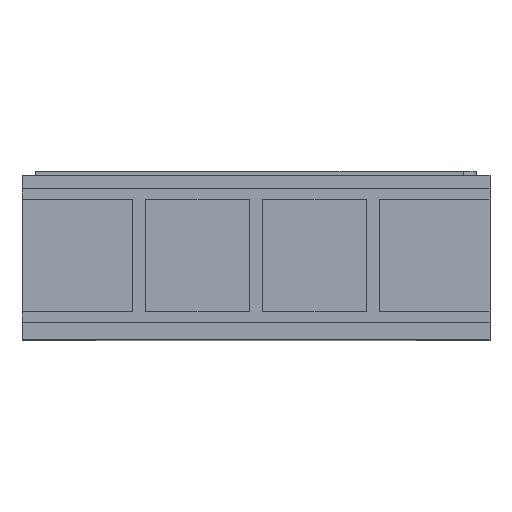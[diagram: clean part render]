
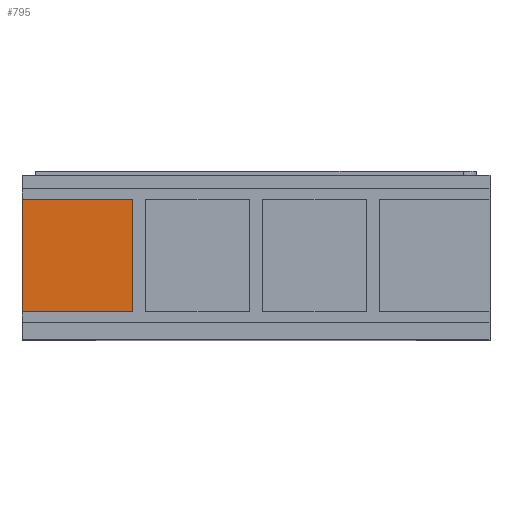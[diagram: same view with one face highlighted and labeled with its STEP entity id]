
A CAD part, top view. The second image highlights one B-rep face of the part: STEP entity #795.
In plain terms, the highlighted planar face has unit normal (0, 0, 1).
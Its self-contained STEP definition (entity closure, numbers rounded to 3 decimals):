
#263 = VECTOR ( 'NONE', #2527, 1000. ) ;
#413 = EDGE_CURVE ( 'NONE', #3198, #456, #2793, .T. ) ;
#456 = VERTEX_POINT ( 'NONE', #3747 ) ;
#569 = CARTESIAN_POINT ( 'NONE',  ( -0.925, 0.21, 1.75 ) ) ;
#605 = LINE ( 'NONE', #4941, #3925 ) ;
#795 = ADVANCED_FACE ( 'NONE', ( #4128 ), #2818, .F. ) ;
#1009 = LINE ( 'NONE', #5052, #6468 ) ;
#1616 = CARTESIAN_POINT ( 'NONE',  ( -1.75, 1.05, 1.75 ) ) ;
#2065 = EDGE_CURVE ( 'NONE', #3198, #5678, #605, .T. ) ;
#2527 = DIRECTION ( 'NONE',  ( 1., 0., 0. ) ) ;
#2570 = DIRECTION ( 'NONE',  ( -1., 0., 0. ) ) ;
#2793 = LINE ( 'NONE', #4297, #263 ) ;
#2818 = PLANE ( 'NONE',  #7324 ) ;
#3088 = CARTESIAN_POINT ( 'NONE',  ( -0.925, 0.13, 1.75 ) ) ;
#3198 = VERTEX_POINT ( 'NONE', #1616 ) ;
#3368 = DIRECTION ( 'NONE',  ( -1., 0., 0. ) ) ;
#3583 = LINE ( 'NONE', #3088, #3792 ) ;
#3747 = CARTESIAN_POINT ( 'NONE',  ( -0.925, 1.05, 1.75 ) ) ;
#3792 = VECTOR ( 'NONE', #6766, 1000. ) ;
#3876 = EDGE_LOOP ( 'NONE', ( #6771, #5280, #5827, #4066 ) ) ;
#3925 = VECTOR ( 'NONE', #8003, 1000. ) ;
#4066 = ORIENTED_EDGE ( 'NONE', *, *, #413, .F. ) ;
#4128 = FACE_OUTER_BOUND ( 'NONE', #3876, .T. ) ;
#4180 = VERTEX_POINT ( 'NONE', #569 ) ;
#4297 = CARTESIAN_POINT ( 'NONE',  ( -1.75, 1.05, 1.75 ) ) ;
#4941 = CARTESIAN_POINT ( 'NONE',  ( -1.75, 1.26, 1.75 ) ) ;
#5052 = CARTESIAN_POINT ( 'NONE',  ( -1.75, 0.21, 1.75 ) ) ;
#5065 = EDGE_CURVE ( 'NONE', #456, #4180, #3583, .T. ) ;
#5280 = ORIENTED_EDGE ( 'NONE', *, *, #7142, .F. ) ;
#5314 = CARTESIAN_POINT ( 'NONE',  ( -1.75, 0.21, 1.75 ) ) ;
#5678 = VERTEX_POINT ( 'NONE', #5314 ) ;
#5827 = ORIENTED_EDGE ( 'NONE', *, *, #5065, .F. ) ;
#5843 = CARTESIAN_POINT ( 'NONE',  ( 1.75, 1.26, 1.75 ) ) ;
#6468 = VECTOR ( 'NONE', #2570, 1000. ) ;
#6766 = DIRECTION ( 'NONE',  ( 0., -1., 0. ) ) ;
#6771 = ORIENTED_EDGE ( 'NONE', *, *, #2065, .T. ) ;
#7142 = EDGE_CURVE ( 'NONE', #4180, #5678, #1009, .T. ) ;
#7324 = AXIS2_PLACEMENT_3D ( 'NONE', #5843, #7777, #3368 ) ;
#7777 = DIRECTION ( 'NONE',  ( 0., 0., -1. ) ) ;
#8003 = DIRECTION ( 'NONE',  ( 0., -1., 0. ) ) ;
